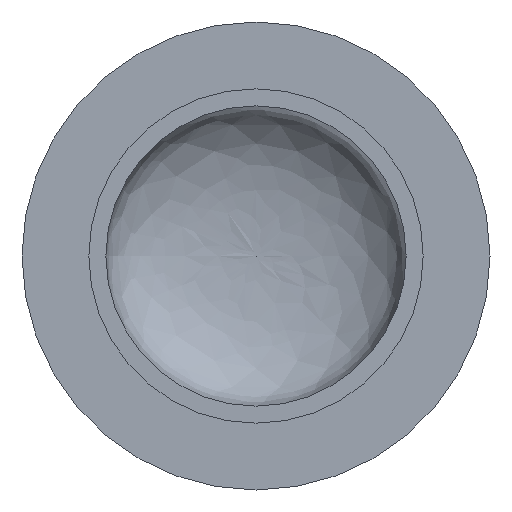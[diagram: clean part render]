
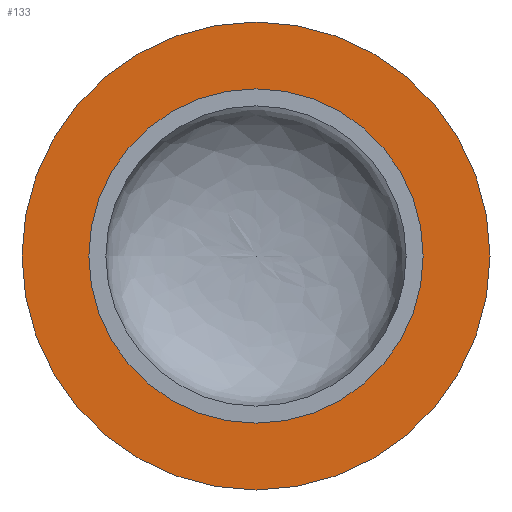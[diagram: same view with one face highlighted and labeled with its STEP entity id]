
A CAD part, left-side view. The second image highlights one B-rep face of the part: STEP entity #133.
In plain terms, the highlighted planar face has unit normal (-1, 0, 0).
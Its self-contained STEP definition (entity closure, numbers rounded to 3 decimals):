
#16=FACE_BOUND('',#49,.T.);
#19=PLANE('',#167);
#38=FACE_OUTER_BOUND('',#48,.T.);
#48=EDGE_LOOP('',(#113));
#49=EDGE_LOOP('',(#114));
#60=CIRCLE('',#166,25.);
#61=CIRCLE('',#168,35.);
#74=VERTEX_POINT('',#293);
#75=VERTEX_POINT('',#297);
#88=EDGE_CURVE('',#74,#74,#60,.T.);
#89=EDGE_CURVE('',#75,#75,#61,.T.);
#113=ORIENTED_EDGE('',*,*,#89,.F.);
#114=ORIENTED_EDGE('',*,*,#88,.T.);
#133=ADVANCED_FACE('',(#38,#16),#19,.T.);
#166=AXIS2_PLACEMENT_3D('',#295,#196,#197);
#167=AXIS2_PLACEMENT_3D('',#296,#198,#199);
#168=AXIS2_PLACEMENT_3D('',#298,#200,#201);
#196=DIRECTION('center_axis',(1.,0.,0.));
#197=DIRECTION('ref_axis',(0.,0.,-1.));
#198=DIRECTION('center_axis',(-1.,0.,0.));
#199=DIRECTION('ref_axis',(0.,0.,1.));
#200=DIRECTION('center_axis',(1.,0.,0.));
#201=DIRECTION('ref_axis',(0.,0.,-1.));
#293=CARTESIAN_POINT('',(0.,-25.,0.));
#295=CARTESIAN_POINT('Origin',(0.,0.,0.));
#296=CARTESIAN_POINT('Origin',(0.,35.,0.));
#297=CARTESIAN_POINT('',(0.,-35.,0.));
#298=CARTESIAN_POINT('Origin',(0.,0.,0.));
